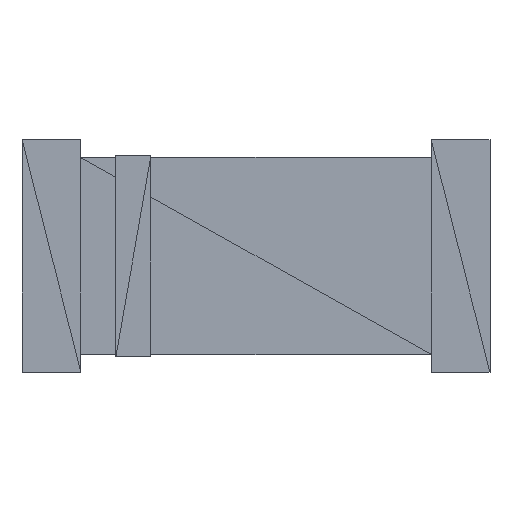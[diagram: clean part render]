
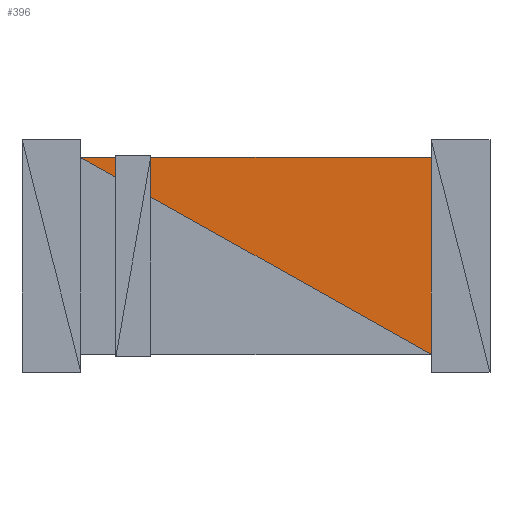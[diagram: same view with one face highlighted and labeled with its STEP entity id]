
A CAD part, top view. The second image highlights one B-rep face of the part: STEP entity #396.
In plain terms, the highlighted planar face has unit normal (0, 0, 1).
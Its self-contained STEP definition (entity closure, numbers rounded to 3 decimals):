
#396=ADVANCED_FACE('',(#397),#423,.F.);
#397=FACE_OUTER_BOUND('',#398,.T.);
#398=EDGE_LOOP('',(#399,#401,#403));
#399=ORIENTED_EDGE('',*,*,#400,.T.);
#400=EDGE_CURVE('',#405,#407,#409,.T.);
#401=ORIENTED_EDGE('',*,*,#402,.T.);
#402=EDGE_CURVE('',#407,#413,#415,.T.);
#403=ORIENTED_EDGE('',*,*,#404,.T.);
#404=EDGE_CURVE('',#413,#405,#419,.T.);
#405=VERTEX_POINT('',#406);
#406=CARTESIAN_POINT('',(0.252,-0.142,0.045));
#407=VERTEX_POINT('',#408);
#408=CARTESIAN_POINT('',(-0.252,0.142,0.045));
#409=LINE('',#410,#411);
#410=CARTESIAN_POINT('',(0.252,-0.142,0.045));
#411=VECTOR('',#412,1.0);
#412=DIRECTION('',(0.871,-0.49,0.0));
#413=VERTEX_POINT('',#414);
#414=CARTESIAN_POINT('',(0.252,0.142,0.045));
#415=LINE('',#416,#417);
#416=CARTESIAN_POINT('',(-0.252,0.142,0.045));
#417=VECTOR('',#418,1.0);
#418=DIRECTION('',(-1.0,0.0,0.0));
#419=LINE('',#420,#421);
#420=CARTESIAN_POINT('',(0.252,0.142,0.045));
#421=VECTOR('',#422,1.0);
#422=DIRECTION('',(0.0,1.0,0.0));
#423=PLANE('',#424);
#424=AXIS2_PLACEMENT_3D('',#425,#426,#427);
#425=CARTESIAN_POINT('',(-0.252,0.142,0.045));
#426=DIRECTION('',(0.0,0.0,-1.0));
#427=DIRECTION('',(0.0,-1.0,0.0));
